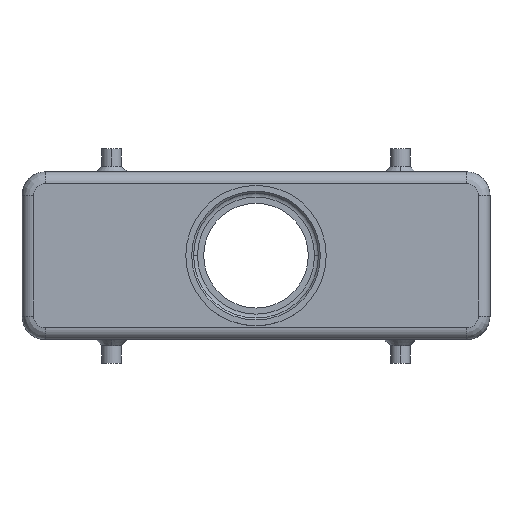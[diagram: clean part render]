
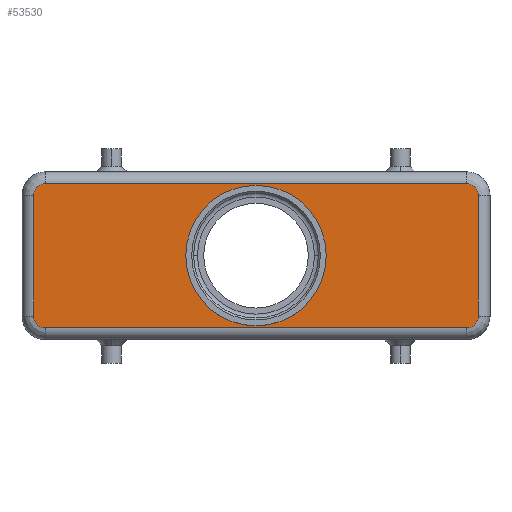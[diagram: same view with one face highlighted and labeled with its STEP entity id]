
A CAD part, top view. The second image highlights one B-rep face of the part: STEP entity #53530.
In plain terms, the highlighted planar face has unit normal (0, 0, 1).
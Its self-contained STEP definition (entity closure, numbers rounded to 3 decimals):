
#40640=CARTESIAN_POINT('',(-54.,18.5,55.));
#40650=DIRECTION('',(1.,0.,0.));
#40660=VECTOR('',#40650,108.);
#40670=LINE('',#40640,#40660);
#40680=CARTESIAN_POINT('',(-54.,18.5,55.));
#40690=VERTEX_POINT('',#40680);
#40700=CARTESIAN_POINT('',(54.,18.5,55.));
#40710=VERTEX_POINT('',#40700);
#40720=EDGE_CURVE('',#40690,#40710,#40670,.T.);
#41090=CARTESIAN_POINT('',(57.,15.5,55.));
#41100=DIRECTION('',(0.,-1.,0.));
#41110=VECTOR('',#41100,31.);
#41120=LINE('',#41090,#41110);
#41130=CARTESIAN_POINT('',(57.,15.5,55.));
#41140=VERTEX_POINT('',#41130);
#41150=CARTESIAN_POINT('',(57.,-15.5,55.));
#41160=VERTEX_POINT('',#41150);
#41170=EDGE_CURVE('',#41140,#41160,#41120,.T.);
#41650=CARTESIAN_POINT('',(-57.,15.5,55.));
#41660=VERTEX_POINT('',#41650);
#41690=CARTESIAN_POINT('',(-57.,-15.5,55.));
#41700=DIRECTION('',(0.,1.,0.));
#41710=VECTOR('',#41700,31.);
#41720=LINE('',#41690,#41710);
#41730=CARTESIAN_POINT('',(-57.,-15.5,55.));
#41740=VERTEX_POINT('',#41730);
#41750=EDGE_CURVE('',#41740,#41660,#41720,.T.);
#41990=CARTESIAN_POINT('',(54.,-18.5,55.));
#42000=DIRECTION('',(-1.,0.,0.));
#42010=VECTOR('',#42000,108.);
#42020=LINE('',#41990,#42010);
#42030=CARTESIAN_POINT('',(54.,-18.5,55.));
#42040=VERTEX_POINT('',#42030);
#42050=CARTESIAN_POINT('',(-54.,-18.5,55.));
#42060=VERTEX_POINT('',#42050);
#42070=EDGE_CURVE('',#42040,#42060,#42020,.T.);
#48940=CARTESIAN_POINT('',(0.,-18.,55.));
#48950=VERTEX_POINT('',#48940);
#48980=CARTESIAN_POINT('',(0.,0.,55.));
#48990=DIRECTION('',(0.,0.,-1.));
#49000=DIRECTION('',(0.,1.,0.));
#49010=AXIS2_PLACEMENT_3D('',#48980,#48990,#49000);
#49020=CIRCLE('',#49010,18.);
#49030=CARTESIAN_POINT('',(0.,18.,55.));
#49040=VERTEX_POINT('',#49030);
#49050=EDGE_CURVE('',#48950,#49040,#49020,.T.);
#53090=CARTESIAN_POINT('',(60.,0.,55.));
#53100=DIRECTION('',(0.,0.,1.));
#53110=DIRECTION('',(1.,0.,0.));
#53120=AXIS2_PLACEMENT_3D('',#53090,#53100,#53110);
#53130=PLANE('',#53120);
#53140=CARTESIAN_POINT('',(54.,-15.5,55.));
#53150=DIRECTION('',(0.,0.,-1.));
#53160=DIRECTION('',(0.707,-0.707,0.));
#53170=AXIS2_PLACEMENT_3D('',#53140,#53150,#53160);
#53180=CIRCLE('',#53170,3.);
#53190=EDGE_CURVE('',#41160,#42040,#53180,.T.);
#53200=ORIENTED_EDGE('',*,*,#53190,.F.);
#53210=ORIENTED_EDGE('',*,*,#42070,.F.);
#53220=CARTESIAN_POINT('',(-54.,-15.5,55.));
#53230=DIRECTION('',(0.,0.,-1.));
#53240=DIRECTION('',(-0.707,-0.707,0.));
#53250=AXIS2_PLACEMENT_3D('',#53220,#53230,#53240);
#53260=CIRCLE('',#53250,3.);
#53270=EDGE_CURVE('',#42060,#41740,#53260,.T.);
#53280=ORIENTED_EDGE('',*,*,#53270,.F.);
#53290=ORIENTED_EDGE('',*,*,#41750,.F.);
#53300=CARTESIAN_POINT('',(-54.,15.5,55.));
#53310=DIRECTION('',(0.,0.,-1.));
#53320=DIRECTION('',(-0.707,0.707,0.));
#53330=AXIS2_PLACEMENT_3D('',#53300,#53310,#53320);
#53340=CIRCLE('',#53330,3.);
#53350=EDGE_CURVE('',#41660,#40690,#53340,.T.);
#53360=ORIENTED_EDGE('',*,*,#53350,.F.);
#53370=ORIENTED_EDGE('',*,*,#40720,.F.);
#53380=CARTESIAN_POINT('',(54.,15.5,55.));
#53390=DIRECTION('',(0.,0.,-1.));
#53400=DIRECTION('',(0.707,0.707,0.));
#53410=AXIS2_PLACEMENT_3D('',#53380,#53390,#53400);
#53420=CIRCLE('',#53410,3.);
#53430=EDGE_CURVE('',#40710,#41140,#53420,.T.);
#53440=ORIENTED_EDGE('',*,*,#53430,.F.);
#53450=ORIENTED_EDGE('',*,*,#41170,.F.);
#53460=EDGE_LOOP('',(#53450,#53440,#53370,#53360,#53290,#53280,#53210,
#53200));
#53470=FACE_OUTER_BOUND('',#53460,.T.);
#53480=ORIENTED_EDGE('',*,*,#49050,.T.);
#53490=EDGE_CURVE('',#49040,#48950,#49020,.T.);
#53500=ORIENTED_EDGE('',*,*,#53490,.T.);
#53510=EDGE_LOOP('',(#53500,#53480));
#53520=FACE_BOUND('',#53510,.T.);
#53530=ADVANCED_FACE('',(#53470,#53520),#53130,.T.);
